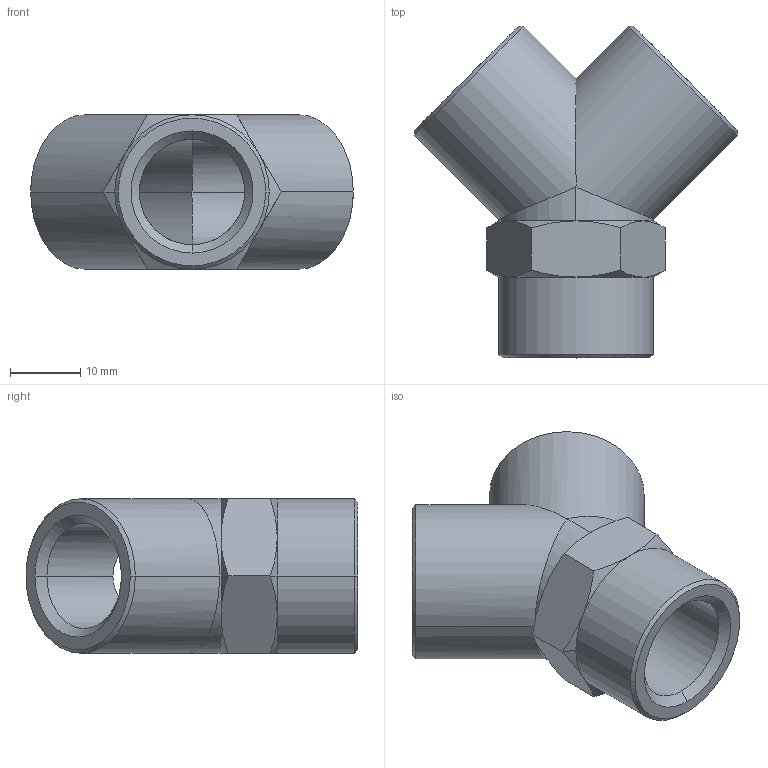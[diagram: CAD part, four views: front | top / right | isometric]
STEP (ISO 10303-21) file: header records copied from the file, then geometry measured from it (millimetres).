
FILE_DESCRIPTION (( 'STEP AP214' ), '1' );
FILE_NAME ('DRF.3F03_Y.STEP', '2018-09-03T09:07:07', ( '' ), ( '' ), 'SwSTEP 2.0', 'SolidWorks 2018', '' );
FILE_SCHEMA (( 'AUTOMOTIVE_DESIGN' ));
Length unit declared in the file: millimetre
Products named in the file (1): DRF.3F03_Y
Bounding box: 45.96 x 47.28 x 22 mm (x, y, z)
Volume: 11832.5 mm3; surface area: 7193.1 mm2
Topology: 1 solids, 1 shells, 54 faces, 123 edges, 70 vertices
Faces by surface type: cone 26, cylinder 17, plane 11
Entity records: 2946 total; most frequent: CARTESIAN_POINT 1802, ORIENTED_EDGE 246, DIRECTION 203, EDGE_CURVE 123, AXIS2_PLACEMENT_3D 84, VERTEX_POINT 70, B_SPLINE_CURVE_WITH_KNOTS 59, EDGE_LOOP 57
